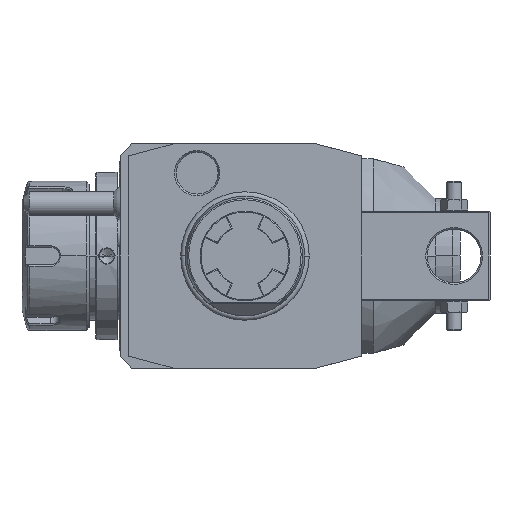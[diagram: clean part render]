
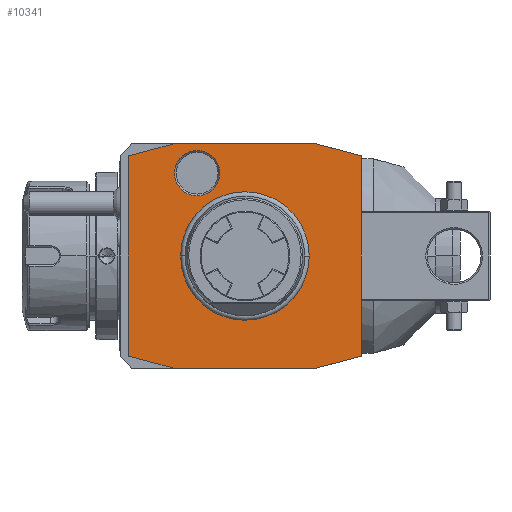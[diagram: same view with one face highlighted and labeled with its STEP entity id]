
A CAD part, front view. The second image highlights one B-rep face of the part: STEP entity #10341.
In plain terms, the highlighted planar face has unit normal (0, -1, 0).
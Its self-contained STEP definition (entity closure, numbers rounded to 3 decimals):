
#1=DIRECTION('',(-0.966,0.,0.259));
#2=VECTOR('',#1,15.529);
#3=CARTESIAN_POINT('',(39.,0.,33.481));
#4=LINE('',#3,#2);
#5=DIRECTION('',(0.,0.,1.));
#6=VECTOR('',#5,66.962);
#7=CARTESIAN_POINT('',(39.,0.,-33.481));
#8=LINE('',#7,#6);
#9=DIRECTION('',(0.966,0.,0.259));
#10=VECTOR('',#9,15.529);
#11=CARTESIAN_POINT('',(24.,0.,-37.5));
#12=LINE('',#11,#10);
#13=DIRECTION('',(1.,0.,0.));
#14=VECTOR('',#13,48.);
#15=CARTESIAN_POINT('',(-24.,0.,-37.5));
#16=LINE('',#15,#14);
#17=DIRECTION('',(0.966,0.,-0.259));
#18=VECTOR('',#17,15.529);
#19=CARTESIAN_POINT('',(-39.,0.,-33.481));
#20=LINE('',#19,#18);
#21=DIRECTION('',(0.,0.,-1.));
#22=VECTOR('',#21,66.962);
#23=CARTESIAN_POINT('',(-39.,0.,33.481));
#24=LINE('',#23,#22);
#25=DIRECTION('',(-0.966,0.,-0.259));
#26=VECTOR('',#25,15.529);
#27=CARTESIAN_POINT('',(-24.,0.,37.5));
#28=LINE('',#27,#26);
#29=DIRECTION('',(-1.,0.,0.));
#30=VECTOR('',#29,48.);
#31=CARTESIAN_POINT('',(24.,0.,37.5));
#32=LINE('',#31,#30);
#33=CARTESIAN_POINT('',(-16.,0.,27.713));
#34=DIRECTION('',(0.,1.,0.));
#35=DIRECTION('',(1.,0.,0.));
#36=AXIS2_PLACEMENT_3D('',#33,#34,#35);
#38=CARTESIAN_POINT('',(-16.,0.,27.713));
#39=DIRECTION('',(0.,1.,0.));
#40=DIRECTION('',(-1.,0.,0.));
#41=AXIS2_PLACEMENT_3D('',#38,#39,#40);
#7222=CARTESIAN_POINT('',(0.,0.,0.));
#7223=DIRECTION('',(0.,1.,0.));
#7224=DIRECTION('',(-1.,0.,0.));
#7225=AXIS2_PLACEMENT_3D('',#7222,#7223,#7224);
#7227=CARTESIAN_POINT('',(0.,0.,0.));
#7228=DIRECTION('',(0.,1.,0.));
#7229=DIRECTION('',(1.,0.,0.));
#7230=AXIS2_PLACEMENT_3D('',#7227,#7228,#7229);
#9237=CARTESIAN_POINT('',(-8.423,0.,27.713));
#9238=CARTESIAN_POINT('',(-23.577,0.,27.713));
#9239=VERTEX_POINT('',#9237);
#9240=VERTEX_POINT('',#9238);
#10079=CARTESIAN_POINT('',(39.,0.,33.481));
#10080=CARTESIAN_POINT('',(24.,0.,37.5));
#10081=VERTEX_POINT('',#10079);
#10082=VERTEX_POINT('',#10080);
#10083=CARTESIAN_POINT('',(-24.,0.,37.5));
#10084=VERTEX_POINT('',#10083);
#10085=CARTESIAN_POINT('',(-39.,0.,33.481));
#10086=VERTEX_POINT('',#10085);
#10087=CARTESIAN_POINT('',(-39.,0.,-33.481));
#10088=VERTEX_POINT('',#10087);
#10089=CARTESIAN_POINT('',(-24.,0.,-37.5));
#10090=VERTEX_POINT('',#10089);
#10091=CARTESIAN_POINT('',(24.,0.,-37.5));
#10092=VERTEX_POINT('',#10091);
#10093=CARTESIAN_POINT('',(39.,0.,-33.481));
#10094=VERTEX_POINT('',#10093);
#10174=CARTESIAN_POINT('',(-21.137,0.,0.));
#10175=CARTESIAN_POINT('',(21.137,0.,0.));
#10176=VERTEX_POINT('',#10174);
#10177=VERTEX_POINT('',#10175);
#10306=CARTESIAN_POINT('',(0.,0.,0.));
#10307=DIRECTION('',(0.,-1.,0.));
#10308=DIRECTION('',(-1.,0.,0.));
#10309=AXIS2_PLACEMENT_3D('',#10306,#10307,#10308);
#10310=PLANE('',#10309);
#10312=ORIENTED_EDGE('',*,*,#10311,.F.);
#10314=ORIENTED_EDGE('',*,*,#10313,.F.);
#10316=ORIENTED_EDGE('',*,*,#10315,.F.);
#10318=ORIENTED_EDGE('',*,*,#10317,.F.);
#10320=ORIENTED_EDGE('',*,*,#10319,.F.);
#10322=ORIENTED_EDGE('',*,*,#10321,.F.);
#10324=ORIENTED_EDGE('',*,*,#10323,.F.);
#10326=ORIENTED_EDGE('',*,*,#10325,.F.);
#10327=EDGE_LOOP('',(#10312,#10314,#10316,#10318,#10320,#10322,#10324,#10326));
#10328=FACE_OUTER_BOUND('',#10327,.F.);
#10330=ORIENTED_EDGE('',*,*,#10329,.F.);
#10332=ORIENTED_EDGE('',*,*,#10331,.F.);
#10333=EDGE_LOOP('',(#10330,#10332));
#10334=FACE_BOUND('',#10333,.F.);
#10336=ORIENTED_EDGE('',*,*,#10335,.F.);
#10338=ORIENTED_EDGE('',*,*,#10337,.F.);
#10339=EDGE_LOOP('',(#10336,#10338));
#10340=FACE_BOUND('',#10339,.F.);
#37=CIRCLE('',#36,7.577);
#42=CIRCLE('',#41,7.577);
#7226=CIRCLE('',#7225,21.137);
#7231=CIRCLE('',#7230,21.137);
#10311=EDGE_CURVE('',#10081,#10082,#4,.T.);
#10313=EDGE_CURVE('',#10094,#10081,#8,.T.);
#10315=EDGE_CURVE('',#10092,#10094,#12,.T.);
#10317=EDGE_CURVE('',#10090,#10092,#16,.T.);
#10319=EDGE_CURVE('',#10088,#10090,#20,.T.);
#10321=EDGE_CURVE('',#10086,#10088,#24,.T.);
#10323=EDGE_CURVE('',#10084,#10086,#28,.T.);
#10325=EDGE_CURVE('',#10082,#10084,#32,.T.);
#10329=EDGE_CURVE('',#10176,#10177,#7226,.T.);
#10331=EDGE_CURVE('',#10177,#10176,#7231,.T.);
#10335=EDGE_CURVE('',#9239,#9240,#37,.T.);
#10337=EDGE_CURVE('',#9240,#9239,#42,.T.);
#10341=ADVANCED_FACE('',(#10328,#10334,#10340),#10310,.T.);
